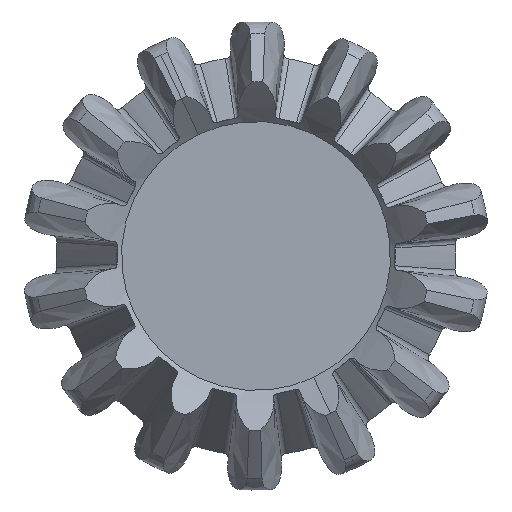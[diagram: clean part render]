
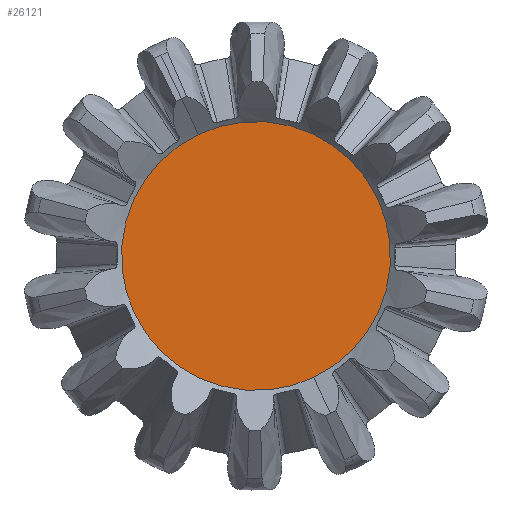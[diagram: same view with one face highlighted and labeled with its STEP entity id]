
A CAD part, left-side view. The second image highlights one B-rep face of the part: STEP entity #26121.
In plain terms, the highlighted planar face has unit normal (-1, 0, 0).
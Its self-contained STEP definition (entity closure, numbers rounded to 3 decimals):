
#14991=CARTESIAN_POINT(' ',(38.526,59.356,84.549));
#14992=VERTEX_POINT(' ',#14991);
#15006=CARTESIAN_POINT(' ',(38.526,52.254,69.559));
#15011=DIRECTION(' ',(1.,0.,0.));
#15016=DIRECTION(' ',(0.,0.428,0.904));
#15021=AXIS2_PLACEMENT_3D(' ',#15006,#15011,#15016);
#15026=CIRCLE('',#15021,16.587);
#15031=CARTESIAN_POINT(' ',(38.526,45.152,54.57));
#15032=VERTEX_POINT(' ',#15031);
#15036=EDGE_CURVE(' ',#14992,#15032,#15026,.T.);
#17316=CARTESIAN_POINT(' ',(38.526,52.254,69.559));
#17321=DIRECTION(' ',(1.,0.,0.));
#17326=DIRECTION(' ',(0.,-0.428,-0.904));
#17331=AXIS2_PLACEMENT_3D(' ',#17316,#17321,#17326);
#17336=CIRCLE('',#17331,16.587);
#17341=EDGE_CURVE(' ',#15032,#14992,#17336,.T.);
#26076=DIRECTION(' ',(-1.,0.,-0.));
#26081=CARTESIAN_POINT(' ',(38.526,29.971,61.762));
#26086=DIRECTION(' ',(0.,0.428,0.904));
#26091=AXIS2_PLACEMENT_3D(' ',#26081,#26076,#26086);
#26096=PLANE('',#26091);
#26101=ORIENTED_EDGE(' ',*,*,#17341,.F.);
#26106=ORIENTED_EDGE(' ',*,*,#15036,.F.);
#26111=EDGE_LOOP(' ',(#26101,#26106));
#26116=FACE_OUTER_BOUND(' ',#26111,.T.);
#26121=ADVANCED_FACE('NONE.102',(#26116),#26096,.T.);
